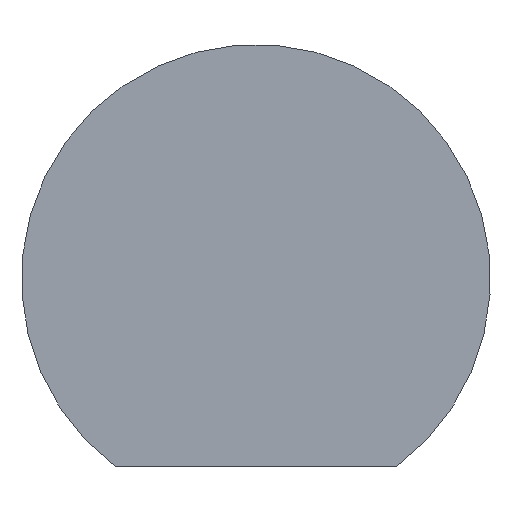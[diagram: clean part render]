
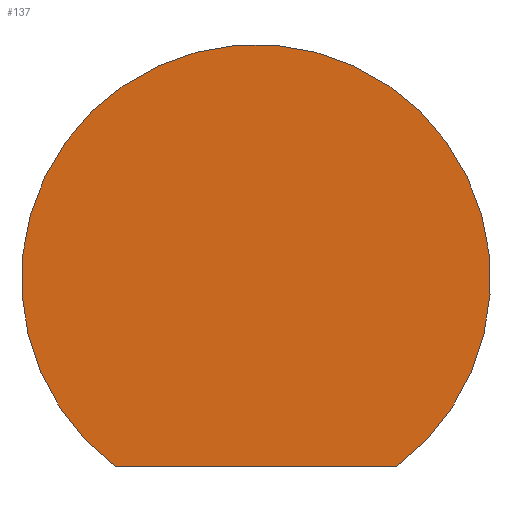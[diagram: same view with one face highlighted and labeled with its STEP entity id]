
A CAD part, front view. The second image highlights one B-rep face of the part: STEP entity #137.
In plain terms, the highlighted planar face has unit normal (0, -1, 0).
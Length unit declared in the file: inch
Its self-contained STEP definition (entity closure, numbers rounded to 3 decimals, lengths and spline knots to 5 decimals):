
#17 = DIRECTION ( 'NONE',  ( 0., 1., 0. ) ) ;
#37 = DIRECTION ( 'NONE',  ( 0., 0., 1. ) ) ;
#38 = PLANE ( 'NONE',  #89 ) ;
#48 = LINE ( 'NONE', #69, #106 ) ;
#61 = ORIENTED_EDGE ( 'NONE', *, *, #70, .F. ) ;
#69 = CARTESIAN_POINT ( 'NONE',  ( -0.075, 0., -0.1 ) ) ;
#70 = EDGE_CURVE ( 'NONE', #111, #120, #175, .T. ) ;
#72 = EDGE_LOOP ( 'NONE', ( #61, #176 ) ) ;
#77 = AXIS2_PLACEMENT_3D ( 'NONE', #81, #144, #79 ) ;
#79 = DIRECTION ( 'NONE',  ( 0., 0., 1. ) ) ;
#81 = CARTESIAN_POINT ( 'NONE',  ( 0., 0., 0. ) ) ;
#84 = EDGE_CURVE ( 'NONE', #120, #111, #48, .T. ) ;
#89 = AXIS2_PLACEMENT_3D ( 'NONE', #94, #17, #37 ) ;
#94 = CARTESIAN_POINT ( 'NONE',  ( 0., 0., 0. ) ) ;
#105 = CARTESIAN_POINT ( 'NONE',  ( -0.075, 0., -0.1 ) ) ;
#106 = VECTOR ( 'NONE', #118, 39.37008 ) ;
#111 = VERTEX_POINT ( 'NONE', #105 ) ;
#118 = DIRECTION ( 'NONE',  ( -1., 0., 0. ) ) ;
#120 = VERTEX_POINT ( 'NONE', #159 ) ;
#137 = ADVANCED_FACE ( 'NONE', ( #156 ), #38, .F. ) ;
#144 = DIRECTION ( 'NONE',  ( 0., 1., 0. ) ) ;
#156 = FACE_OUTER_BOUND ( 'NONE', #72, .T. ) ;
#159 = CARTESIAN_POINT ( 'NONE',  ( 0.075, 0., -0.1 ) ) ;
#175 = CIRCLE ( 'NONE', #77, 0.125 ) ;
#176 = ORIENTED_EDGE ( 'NONE', *, *, #84, .F. ) ;
